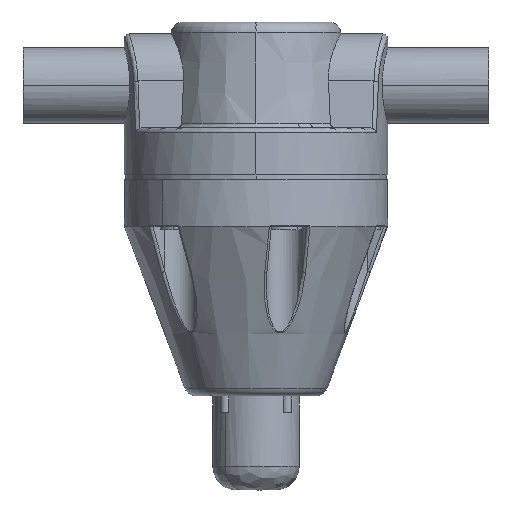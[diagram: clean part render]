
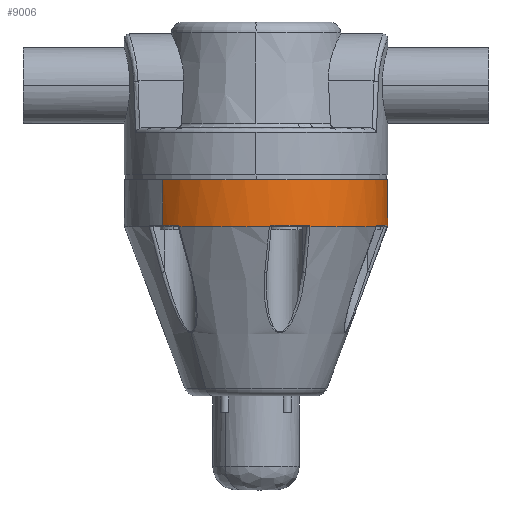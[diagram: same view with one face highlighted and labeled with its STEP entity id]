
A CAD part, left-side view. The second image highlights one B-rep face of the part: STEP entity #9006.
In plain terms, the highlighted cylindrical face has radius 56 mm (diameter 112 mm), a partial arc.
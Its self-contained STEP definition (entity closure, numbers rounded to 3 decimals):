
#2313=CARTESIAN_POINT('',(0.,0.,-2.));
#2314=DIRECTION('',(0.,0.,-1.));
#2315=DIRECTION('',(0.707,-0.707,0.));
#2316=AXIS2_PLACEMENT_3D('',#2313,#2314,#2315);
#2931=CARTESIAN_POINT('',(33.243,-45.065,
-21.5));
#2932=CARTESIAN_POINT('',(33.219,-45.083,
-21.553));
#2933=CARTESIAN_POINT('',(33.171,-45.119,
-21.651));
#2934=CARTESIAN_POINT('',(33.093,-45.176,
-21.775));
#2935=CARTESIAN_POINT('',(33.012,-45.235,
-21.875));
#2936=CARTESIAN_POINT('',(32.927,-45.297,
-21.949));
#2937=CARTESIAN_POINT('',(32.841,-45.359,
-21.993));
#2938=CARTESIAN_POINT('',(32.788,-45.398,
-22.));
#2939=CARTESIAN_POINT('',(32.761,-45.417,
-22.));
#2941=CARTESIAN_POINT('',(-22.406,-51.322,
-21.5));
#2942=CARTESIAN_POINT('',(-22.433,-51.31,
-21.553));
#2943=CARTESIAN_POINT('',(-22.489,-51.286,
-21.651));
#2944=CARTESIAN_POINT('',(-22.577,-51.247,
-21.775));
#2945=CARTESIAN_POINT('',(-22.669,-51.207,
-21.875));
#2946=CARTESIAN_POINT('',(-22.765,-51.164,
-21.949));
#2947=CARTESIAN_POINT('',(-22.862,-51.121,
-21.993));
#2948=CARTESIAN_POINT('',(-22.922,-51.094,
-22.));
#2949=CARTESIAN_POINT('',(-22.952,-51.081,
-22.));
#2951=CARTESIAN_POINT('',(0.,0.,-21.5));
#2952=DIRECTION('',(0.,0.,-1.));
#2953=DIRECTION('',(-0.805,0.594,0.));
#2954=AXIS2_PLACEMENT_3D('',#2951,#2952,#2953);
#2956=CARTESIAN_POINT('',(0.,0.,-21.5));
#2957=DIRECTION('',(0.,0.,-1.));
#2958=DIRECTION('',(-0.708,0.706,0.));
#2959=AXIS2_PLACEMENT_3D('',#2956,#2957,#2958);
#2961=DIRECTION('',(0.,0.,1.));
#2962=VECTOR('',#2961,19.5);
#2963=CARTESIAN_POINT('',(-39.598,39.598,-21.5));
#2964=LINE('',#2963,#2962);
#2965=DIRECTION('',(0.,0.,-1.));
#2966=VECTOR('',#2965,19.5);
#2967=CARTESIAN_POINT('',(39.598,-39.598,-2.));
#2968=LINE('',#2967,#2966);
#2969=CARTESIAN_POINT('',(0.,0.,-21.5));
#2970=DIRECTION('',(0.,0.,1.));
#2971=DIRECTION('',(0.594,-0.805,0.));
#2972=AXIS2_PLACEMENT_3D('',#2969,#2970,#2971);
#3089=CARTESIAN_POINT('',(32.761,-45.417,
-22.));
#3151=CARTESIAN_POINT('',(0.,0.,-22.));
#3152=DIRECTION('',(0.,0.,1.));
#3153=DIRECTION('',(-0.811,0.585,0.));
#3154=AXIS2_PLACEMENT_3D('',#3151,#3152,#3153);
#3191=CARTESIAN_POINT('',(0.,0.,-22.));
#3192=DIRECTION('',(0.,0.,1.));
#3193=DIRECTION('',(-0.912,-0.41,0.));
#3194=AXIS2_PLACEMENT_3D('',#3191,#3192,#3193);
#3231=CARTESIAN_POINT('',(0.,0.,-22.));
#3232=DIRECTION('',(0.,0.,1.));
#3233=DIRECTION('',(-0.101,-0.995,0.));
#3234=AXIS2_PLACEMENT_3D('',#3231,#3232,#3233);
#3573=CARTESIAN_POINT('',(-45.065,33.243,
-21.5));
#3574=CARTESIAN_POINT('',(-45.083,33.219,
-21.553));
#3575=CARTESIAN_POINT('',(-45.119,33.17,
-21.652));
#3576=CARTESIAN_POINT('',(-45.177,33.092,
-21.777));
#3577=CARTESIAN_POINT('',(-45.236,33.01,
-21.877));
#3578=CARTESIAN_POINT('',(-45.298,32.926,
-21.95));
#3579=CARTESIAN_POINT('',(-45.359,32.841,
-21.993));
#3580=CARTESIAN_POINT('',(-45.398,32.787,
-22.));
#3581=CARTESIAN_POINT('',(-45.418,32.76,
-22.));
#3621=CARTESIAN_POINT('',(-55.713,-5.663,
-22.));
#3622=CARTESIAN_POINT('',(-55.71,-5.695,
-22.));
#3623=CARTESIAN_POINT('',(-55.703,-5.76,
-21.991));
#3624=CARTESIAN_POINT('',(-55.692,-5.866,
-21.948));
#3625=CARTESIAN_POINT('',(-55.681,-5.97,
-21.874));
#3626=CARTESIAN_POINT('',(-55.67,-6.07,
-21.774));
#3627=CARTESIAN_POINT('',(-55.659,-6.166,
-21.65));
#3628=CARTESIAN_POINT('',(-55.653,-6.227,
-21.553));
#3629=CARTESIAN_POINT('',(-55.649,-6.257,
-21.5));
#3643=CARTESIAN_POINT('',(0.,0.,-21.5));
#3644=DIRECTION('',(0.,0.,1.));
#3645=DIRECTION('',(-0.994,-0.112,0.));
#3646=AXIS2_PLACEMENT_3D('',#3643,#3644,#3645);
#3699=CARTESIAN_POINT('',(-51.322,-22.406,
-21.5));
#3700=CARTESIAN_POINT('',(-51.31,-22.433,
-21.553));
#3701=CARTESIAN_POINT('',(-51.286,-22.489,
-21.651));
#3702=CARTESIAN_POINT('',(-51.247,-22.577,
-21.775));
#3703=CARTESIAN_POINT('',(-51.207,-22.669,
-21.875));
#3704=CARTESIAN_POINT('',(-51.164,-22.765,
-21.949));
#3705=CARTESIAN_POINT('',(-51.121,-22.862,
-21.993));
#3706=CARTESIAN_POINT('',(-51.094,-22.922,
-22.));
#3707=CARTESIAN_POINT('',(-51.081,-22.952,
-22.));
#3852=CARTESIAN_POINT('',(0.,0.,-21.5));
#3853=DIRECTION('',(0.,0.,1.));
#3854=DIRECTION('',(-0.4,-0.916,0.));
#3855=AXIS2_PLACEMENT_3D('',#3852,#3853,#3854);
#3908=CARTESIAN_POINT('',(-6.257,-55.649,
-21.5));
#3909=CARTESIAN_POINT('',(-6.227,-55.653,
-21.553));
#3910=CARTESIAN_POINT('',(-6.167,-55.659,
-21.651));
#3911=CARTESIAN_POINT('',(-6.071,-55.67,
-21.775));
#3912=CARTESIAN_POINT('',(-5.971,-55.681,
-21.875));
#3913=CARTESIAN_POINT('',(-5.867,-55.692,
-21.949));
#3914=CARTESIAN_POINT('',(-5.762,-55.703,
-21.993));
#3915=CARTESIAN_POINT('',(-5.696,-55.71,
-22.));
#3916=CARTESIAN_POINT('',(-5.664,-55.713,
-22.));
#4546=CARTESIAN_POINT('',(-39.598,39.598,-2.));
#4547=CARTESIAN_POINT('',(39.598,-39.598,-2.));
#4548=VERTEX_POINT('',#4546);
#4549=VERTEX_POINT('',#4547);
#4562=CARTESIAN_POINT('',(39.598,-39.598,-21.5));
#4563=VERTEX_POINT('',#4562);
#4564=CARTESIAN_POINT('',(-39.598,39.598,-21.5));
#4565=VERTEX_POINT('',#4564);
#4635=CARTESIAN_POINT('',(-39.675,39.521,-21.5));
#4636=VERTEX_POINT('',#4635);
#4637=CARTESIAN_POINT('',(-45.065,33.243,-21.5));
#4638=VERTEX_POINT('',#4637);
#4640=VERTEX_POINT('',#3908);
#4641=VERTEX_POINT('',#3916);
#4642=VERTEX_POINT('',#2941);
#4643=VERTEX_POINT('',#2949);
#4644=VERTEX_POINT('',#3699);
#4645=VERTEX_POINT('',#3707);
#4646=VERTEX_POINT('',#3621);
#4647=VERTEX_POINT('',#3629);
#4648=VERTEX_POINT('',#3581);
#4649=CARTESIAN_POINT('',(33.243,-45.065,-21.5));
#4650=VERTEX_POINT('',#4649);
#4674=VERTEX_POINT('',#3089);
#8970=CARTESIAN_POINT('',(0.,0.,-22.));
#8971=DIRECTION('',(0.,0.,1.));
#8972=DIRECTION('',(0.707,-0.707,0.));
#8973=AXIS2_PLACEMENT_3D('',#8970,#8971,#8972);
#8974=CYLINDRICAL_SURFACE('',#8973,56.);
#8976=ORIENTED_EDGE('',*,*,#8975,.F.);
#8978=ORIENTED_EDGE('',*,*,#8977,.T.);
#8980=ORIENTED_EDGE('',*,*,#8979,.F.);
#8982=ORIENTED_EDGE('',*,*,#8981,.F.);
#8984=ORIENTED_EDGE('',*,*,#8983,.F.);
#8986=ORIENTED_EDGE('',*,*,#8985,.T.);
#8988=ORIENTED_EDGE('',*,*,#8987,.F.);
#8990=ORIENTED_EDGE('',*,*,#8989,.F.);
#8992=ORIENTED_EDGE('',*,*,#8991,.F.);
#8994=ORIENTED_EDGE('',*,*,#8993,.F.);
#8996=ORIENTED_EDGE('',*,*,#8995,.F.);
#8998=ORIENTED_EDGE('',*,*,#8997,.F.);
#8999=ORIENTED_EDGE('',*,*,#8958,.T.);
#9000=ORIENTED_EDGE('',*,*,#8956,.T.);
#9001=ORIENTED_EDGE('',*,*,#8130,.T.);
#9002=ORIENTED_EDGE('',*,*,#8092,.F.);
#9003=ORIENTED_EDGE('',*,*,#8127,.T.);
#9004=EDGE_LOOP('',(#8976,#8978,#8980,#8982,#8984,#8986,#8988,#8990,#8992,#8994,
#8996,#8998,#8999,#9000,#9001,#9002,#9003));
#9005=FACE_OUTER_BOUND('',#9004,.F.);
#2317=CIRCLE('',#2316,56.);
#2940=B_SPLINE_CURVE_WITH_KNOTS('',3,(#2931,#2932,#2933,#2934,#2935,#2936,#2937,
#2938,#2939),.UNSPECIFIED.,.F.,.F.,(4,1,1,1,1,1,4),(0.,0.167,
0.333,0.5,0.667,0.833,1.),
.UNSPECIFIED.);
#2950=B_SPLINE_CURVE_WITH_KNOTS('',3,(#2941,#2942,#2943,#2944,#2945,#2946,#2947,
#2948,#2949),.UNSPECIFIED.,.F.,.F.,(4,1,1,1,1,1,4),(0.,0.167,
0.333,0.5,0.667,0.833,1.),
.UNSPECIFIED.);
#2955=CIRCLE('',#2954,56.);
#2960=CIRCLE('',#2959,56.);
#2973=CIRCLE('',#2972,56.);
#3155=CIRCLE('',#3154,56.);
#3195=CIRCLE('',#3194,56.);
#3235=CIRCLE('',#3234,56.);
#3582=B_SPLINE_CURVE_WITH_KNOTS('',3,(#3573,#3574,#3575,#3576,#3577,#3578,#3579,
#3580,#3581),.UNSPECIFIED.,.F.,.F.,(4,1,1,1,1,1,4),(0.,0.167,
0.333,0.5,0.667,0.833,1.),
.UNSPECIFIED.);
#3630=B_SPLINE_CURVE_WITH_KNOTS('',3,(#3621,#3622,#3623,#3624,#3625,#3626,#3627,
#3628,#3629),.UNSPECIFIED.,.F.,.F.,(4,1,1,1,1,1,4),(0.,0.167,
0.333,0.5,0.667,0.833,1.),
.UNSPECIFIED.);
#3647=CIRCLE('',#3646,56.);
#3708=B_SPLINE_CURVE_WITH_KNOTS('',3,(#3699,#3700,#3701,#3702,#3703,#3704,#3705,
#3706,#3707),.UNSPECIFIED.,.F.,.F.,(4,1,1,1,1,1,4),(0.,0.167,
0.333,0.5,0.667,0.833,1.),
.UNSPECIFIED.);
#3856=CIRCLE('',#3855,56.);
#3917=B_SPLINE_CURVE_WITH_KNOTS('',3,(#3908,#3909,#3910,#3911,#3912,#3913,#3914,
#3915,#3916),.UNSPECIFIED.,.F.,.F.,(4,1,1,1,1,1,4),(0.,0.167,
0.333,0.5,0.667,0.833,1.),
.UNSPECIFIED.);
#8092=EDGE_CURVE('',#4549,#4548,#2317,.T.);
#8127=EDGE_CURVE('',#4549,#4563,#2968,.T.);
#8130=EDGE_CURVE('',#4565,#4548,#2964,.T.);
#8956=EDGE_CURVE('',#4636,#4565,#2960,.T.);
#8958=EDGE_CURVE('',#4638,#4636,#2955,.T.);
#8975=EDGE_CURVE('',#4650,#4563,#2973,.T.);
#8977=EDGE_CURVE('',#4650,#4674,#2940,.T.);
#8979=EDGE_CURVE('',#4641,#4674,#3235,.T.);
#8981=EDGE_CURVE('',#4640,#4641,#3917,.T.);
#8983=EDGE_CURVE('',#4642,#4640,#3856,.T.);
#8985=EDGE_CURVE('',#4642,#4643,#2950,.T.);
#8987=EDGE_CURVE('',#4645,#4643,#3195,.T.);
#8989=EDGE_CURVE('',#4644,#4645,#3708,.T.);
#8991=EDGE_CURVE('',#4647,#4644,#3647,.T.);
#8993=EDGE_CURVE('',#4646,#4647,#3630,.T.);
#8995=EDGE_CURVE('',#4648,#4646,#3155,.T.);
#8997=EDGE_CURVE('',#4638,#4648,#3582,.T.);
#9006=ADVANCED_FACE('',(#9005),#8974,.T.);
